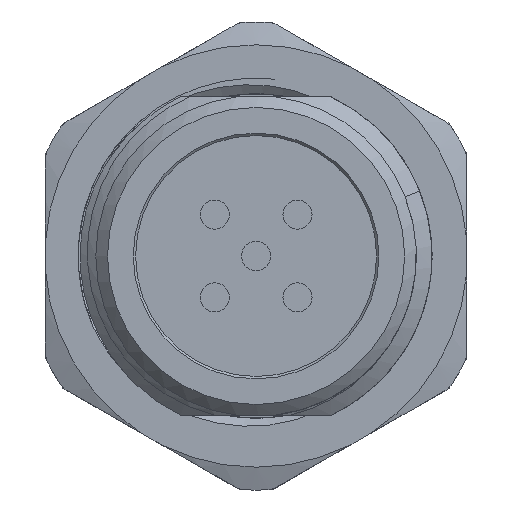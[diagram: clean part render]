
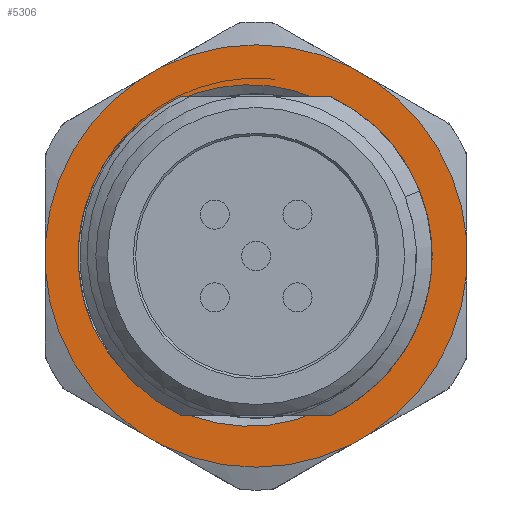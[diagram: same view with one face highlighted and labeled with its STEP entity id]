
A CAD part, left-side view. The second image highlights one B-rep face of the part: STEP entity #5306.
In plain terms, the highlighted planar face has unit normal (-1, 0, 0).
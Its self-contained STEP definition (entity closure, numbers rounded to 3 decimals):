
#275=B_SPLINE_CURVE_WITH_KNOTS('',3,(#19158,#19159,#19160,#19161,#19162,
#19163,#19164),.UNSPECIFIED.,.F.,.F.,(4,1,1,1,4),(0.,
0.004,0.009,0.013,0.017),
 .UNSPECIFIED.);
#276=B_SPLINE_CURVE_WITH_KNOTS('',3,(#19168,#19169,#19170,#19171,#19172,
#19173,#19174),.UNSPECIFIED.,.F.,.F.,(4,1,1,1,4),(0.,
0.004,0.009,0.013,0.017),
 .UNSPECIFIED.);
#533=LINE('',#19175,#760);
#534=LINE('',#19180,#761);
#535=LINE('',#19184,#762);
#536=LINE('',#19188,#763);
#537=LINE('',#19192,#764);
#538=LINE('',#19196,#765);
#760=VECTOR('',#7489,1000.);
#761=VECTOR('',#7492,1000.);
#762=VECTOR('',#7495,1000.);
#763=VECTOR('',#7498,1000.);
#764=VECTOR('',#7501,1000.);
#765=VECTOR('',#7504,1000.);
#966=PLANE('',#6162);
#2111=ORIENTED_EDGE('',*,*,#2946,.F.);
#2112=ORIENTED_EDGE('',*,*,#2947,.T.);
#2113=ORIENTED_EDGE('',*,*,#2948,.T.);
#2114=ORIENTED_EDGE('',*,*,#2949,.T.);
#2115=ORIENTED_EDGE('',*,*,#2950,.F.);
#2116=ORIENTED_EDGE('',*,*,#2951,.T.);
#2117=ORIENTED_EDGE('',*,*,#2952,.F.);
#2118=ORIENTED_EDGE('',*,*,#2953,.T.);
#2119=ORIENTED_EDGE('',*,*,#2954,.F.);
#2120=ORIENTED_EDGE('',*,*,#2955,.T.);
#2121=ORIENTED_EDGE('',*,*,#2956,.F.);
#2122=ORIENTED_EDGE('',*,*,#2957,.T.);
#2123=ORIENTED_EDGE('',*,*,#2958,.F.);
#2124=ORIENTED_EDGE('',*,*,#2959,.T.);
#2125=ORIENTED_EDGE('',*,*,#2960,.F.);
#2126=ORIENTED_EDGE('',*,*,#2961,.T.);
#2946=EDGE_CURVE('',#3500,#3501,#3828,.T.);
#2947=EDGE_CURVE('',#3500,#3502,#275,.T.);
#2948=EDGE_CURVE('',#3502,#3503,#3829,.F.);
#2949=EDGE_CURVE('',#3503,#3501,#276,.T.);
#2950=EDGE_CURVE('',#3504,#3505,#533,.T.);
#2951=EDGE_CURVE('',#3504,#3506,#3830,.F.);
#2952=EDGE_CURVE('',#3507,#3506,#534,.T.);
#2953=EDGE_CURVE('',#3507,#3508,#3831,.F.);
#2954=EDGE_CURVE('',#3509,#3508,#535,.T.);
#2955=EDGE_CURVE('',#3509,#3510,#3832,.F.);
#2956=EDGE_CURVE('',#3511,#3510,#536,.T.);
#2957=EDGE_CURVE('',#3511,#3512,#3833,.F.);
#2958=EDGE_CURVE('',#3513,#3512,#537,.T.);
#2959=EDGE_CURVE('',#3513,#3514,#3834,.F.);
#2960=EDGE_CURVE('',#3515,#3514,#538,.T.);
#2961=EDGE_CURVE('',#3515,#3505,#3835,.F.);
#3500=VERTEX_POINT('',#19156);
#3501=VERTEX_POINT('',#19157);
#3502=VERTEX_POINT('',#19165);
#3503=VERTEX_POINT('',#19167);
#3504=VERTEX_POINT('',#19176);
#3505=VERTEX_POINT('',#19177);
#3506=VERTEX_POINT('',#19179);
#3507=VERTEX_POINT('',#19181);
#3508=VERTEX_POINT('',#19183);
#3509=VERTEX_POINT('',#19185);
#3510=VERTEX_POINT('',#19187);
#3511=VERTEX_POINT('',#19189);
#3512=VERTEX_POINT('',#19191);
#3513=VERTEX_POINT('',#19193);
#3514=VERTEX_POINT('',#19195);
#3515=VERTEX_POINT('',#19197);
#3828=CIRCLE('',#6163,7.6);
#3829=CIRCLE('',#6164,6.93);
#3830=CIRCLE('',#6165,9.024);
#3831=CIRCLE('',#6166,9.024);
#3832=CIRCLE('',#6167,9.024);
#3833=CIRCLE('',#6168,9.024);
#3834=CIRCLE('',#6169,9.024);
#3835=CIRCLE('',#6170,9.024);
#4305=EDGE_LOOP('',(#2111,#2112,#2113,#2114));
#4306=EDGE_LOOP('',(#2115,#2116,#2117,#2118,#2119,#2120,#2121,#2122,#2123,
#2124,#2125,#2126));
#4822=FACE_BOUND('',#4305,.T.);
#4823=FACE_BOUND('',#4306,.T.);
#5306=ADVANCED_FACE('',(#4822,#4823),#966,.F.);
#6162=AXIS2_PLACEMENT_3D('',#19154,#7483,#7484);
#6163=AXIS2_PLACEMENT_3D('',#19155,#7485,#7486);
#6164=AXIS2_PLACEMENT_3D('',#19166,#7487,#7488);
#6165=AXIS2_PLACEMENT_3D('',#19178,#7490,#7491);
#6166=AXIS2_PLACEMENT_3D('',#19182,#7493,#7494);
#6167=AXIS2_PLACEMENT_3D('',#19186,#7496,#7497);
#6168=AXIS2_PLACEMENT_3D('',#19190,#7499,#7500);
#6169=AXIS2_PLACEMENT_3D('',#19194,#7502,#7503);
#6170=AXIS2_PLACEMENT_3D('',#19198,#7505,#7506);
#7483=DIRECTION('',(1.,0.,0.));
#7484=DIRECTION('',(0.,0.,-1.));
#7485=DIRECTION('',(-1.,0.,0.));
#7486=DIRECTION('',(0.,1.,0.));
#7487=DIRECTION('',(-1.,0.,0.));
#7488=DIRECTION('',(0.,0.,1.));
#7489=DIRECTION('',(0.,1.,0.));
#7490=DIRECTION('',(1.,0.,0.));
#7491=DIRECTION('',(0.,0.,-1.));
#7492=DIRECTION('',(0.,0.498,-0.867));
#7493=DIRECTION('',(1.,0.,0.));
#7494=DIRECTION('',(0.,0.,-1.));
#7495=DIRECTION('',(0.,-0.498,-0.867));
#7496=DIRECTION('',(1.,0.,0.));
#7497=DIRECTION('',(0.,0.,-1.));
#7498=DIRECTION('',(0.,-1.,0.));
#7499=DIRECTION('',(1.,0.,0.));
#7500=DIRECTION('',(0.,0.,-1.));
#7501=DIRECTION('',(0.,-0.497,0.868));
#7502=DIRECTION('',(1.,0.,0.));
#7503=DIRECTION('',(0.,0.,-1.));
#7504=DIRECTION('',(0.,0.497,0.868));
#7505=DIRECTION('',(1.,0.,0.));
#7506=DIRECTION('',(0.,0.,-1.));
#19154=CARTESIAN_POINT('',(-1.5,0.,0.));
#19155=CARTESIAN_POINT('',(-1.5,0.,0.));
#19156=CARTESIAN_POINT('',(-1.5,-4.081,6.411));
#19157=CARTESIAN_POINT('',(-1.5,3.02,6.974));
#19158=CARTESIAN_POINT('',(-1.5,-4.081,6.411));
#19159=CARTESIAN_POINT('',(-1.5,-5.265,5.593));
#19160=CARTESIAN_POINT('',(-1.5,-7.132,3.294));
#19161=CARTESIAN_POINT('',(-1.5,-7.622,-1.136));
#19162=CARTESIAN_POINT('',(-1.5,-5.55,-5.108));
#19163=CARTESIAN_POINT('',(-1.5,-2.928,-6.508));
#19164=CARTESIAN_POINT('',(-1.5,-1.511,-6.763));
#19165=CARTESIAN_POINT('',(-1.5,-1.511,-6.763));
#19166=CARTESIAN_POINT('',(-1.5,0.,0.));
#19167=CARTESIAN_POINT('',(-1.5,2.558,-6.441));
#19168=CARTESIAN_POINT('',(-1.5,2.558,-6.441));
#19169=CARTESIAN_POINT('',(-1.5,3.917,-5.964));
#19170=CARTESIAN_POINT('',(-1.5,6.29,-4.163));
#19171=CARTESIAN_POINT('',(-1.5,7.705,0.074));
#19172=CARTESIAN_POINT('',(-1.5,6.523,4.38));
#19173=CARTESIAN_POINT('',(-1.5,4.318,6.354));
#19174=CARTESIAN_POINT('',(-1.5,3.02,6.974));
#19175=CARTESIAN_POINT('',(-1.5,-4.376,-8.992));
#19176=CARTESIAN_POINT('',(-1.5,-0.764,-8.992));
#19177=CARTESIAN_POINT('',(-1.5,0.764,-8.992));
#19178=CARTESIAN_POINT('',(-1.5,0.,0.));
#19179=CARTESIAN_POINT('',(-1.5,-7.542,-4.955));
#19180=CARTESIAN_POINT('',(-1.5,-9.974,-0.725));
#19181=CARTESIAN_POINT('',(-1.5,-8.078,-4.024));
#19182=CARTESIAN_POINT('',(-1.5,0.,0.));
#19183=CARTESIAN_POINT('',(-1.5,-8.078,4.024));
#19184=CARTESIAN_POINT('',(-1.5,-5.646,8.254));
#19185=CARTESIAN_POINT('',(-1.5,-7.542,4.955));
#19186=CARTESIAN_POINT('',(-1.5,0.,0.));
#19187=CARTESIAN_POINT('',(-1.5,-0.537,9.008));
#19188=CARTESIAN_POINT('',(-1.5,4.342,9.008));
#19189=CARTESIAN_POINT('',(-1.5,0.537,9.008));
#19190=CARTESIAN_POINT('',(-1.5,0.,0.));
#19191=CARTESIAN_POINT('',(-1.5,7.551,4.941));
#19192=CARTESIAN_POINT('',(-1.5,9.975,0.706));
#19193=CARTESIAN_POINT('',(-1.5,8.085,4.008));
#19194=CARTESIAN_POINT('',(-1.5,0.,0.));
#19195=CARTESIAN_POINT('',(-1.5,8.085,-4.008));
#19196=CARTESIAN_POINT('',(-1.5,5.661,-8.243));
#19197=CARTESIAN_POINT('',(-1.5,7.551,-4.941));
#19198=CARTESIAN_POINT('',(-1.5,0.,0.));
